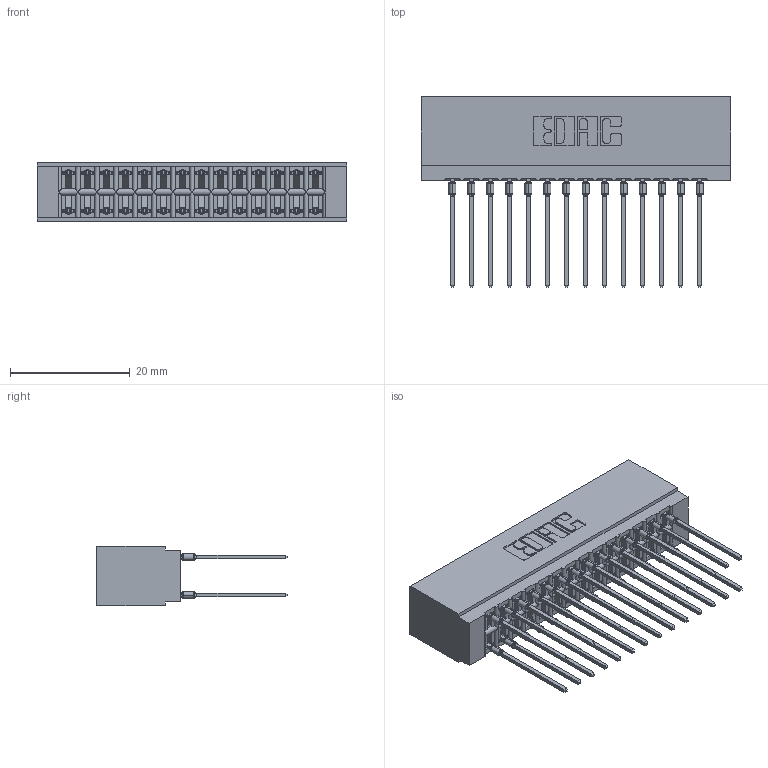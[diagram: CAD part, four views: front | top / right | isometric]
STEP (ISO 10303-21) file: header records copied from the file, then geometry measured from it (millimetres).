
FILE_DESCRIPTION (( 'STEP AP203' ), '1' );
FILE_NAME ('726-028-553-201.STEP', '2020-05-28T05:02:17', ( '' ), ( '' ), 'SwSTEP 2.0', 'SolidWorks 2020', '' );
FILE_SCHEMA (( 'CONFIG_CONTROL_DESIGN' ));
Length unit declared in the file: inch
Products named in the file (3): 726 Part_.515 Slot Depth - 01; 746-292-001_553; 726-028-553-201
Assembly tree (29 placements, depth 2):
  726-028-553-201
    726 Part_.515 Slot Depth - 01
    746-292-001_553  x28
Bounding box: 51.69 x 31.79 x 9.91 mm (x, y, z)
Volume: 5029.6 mm3; surface area: 8452.8 mm2
Topology: 29 solids, 29 shells, 2603 faces, 7151 edges, 4557 vertices
Faces by surface type: plane 1343, bspline 560, cylinder 532, torus 168
Entity records: 25559 total; most frequent: CARTESIAN_POINT 5325, ORIENTED_EDGE 4312, DIRECTION 3648, EDGE_CURVE 2156, VECTOR 1832, LINE 1832, VERTEX_POINT 1425, AXIS2_PLACEMENT_3D 908
